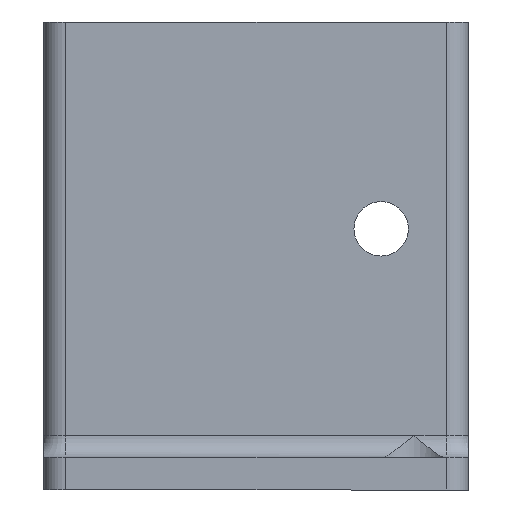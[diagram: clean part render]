
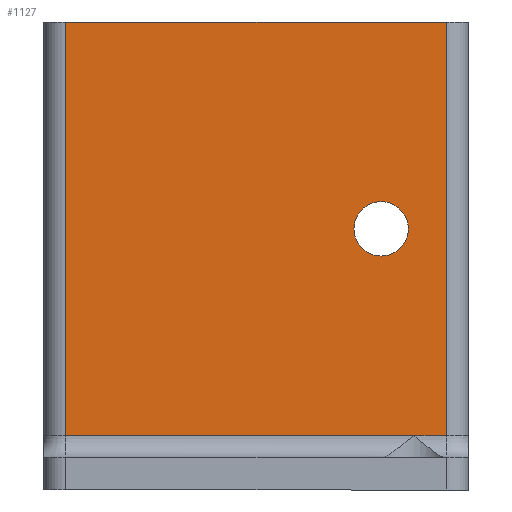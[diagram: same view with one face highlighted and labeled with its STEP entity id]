
A CAD part, left-side view. The second image highlights one B-rep face of the part: STEP entity #1127.
In plain terms, the highlighted planar face has unit normal (-1, 0, 0).
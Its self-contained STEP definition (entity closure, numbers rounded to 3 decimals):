
#33=FACE_BOUND('',#141,.T.);
#43=PLANE('',#1213);
#77=FACE_OUTER_BOUND('',#140,.T.);
#140=EDGE_LOOP('',(#773,#774,#775,#776,#777));
#141=EDGE_LOOP('',(#778));
#215=LINE('',#1699,#318);
#216=LINE('',#1701,#319);
#217=LINE('',#1703,#320);
#218=LINE('',#1705,#321);
#219=LINE('',#1706,#322);
#318=VECTOR('',#1357,10.);
#319=VECTOR('',#1358,10.);
#320=VECTOR('',#1359,10.);
#321=VECTOR('',#1360,10.);
#322=VECTOR('',#1361,10.);
#421=CIRCLE('',#1214,2.5);
#483=VERTEX_POINT('',#1697);
#484=VERTEX_POINT('',#1698);
#485=VERTEX_POINT('',#1700);
#486=VERTEX_POINT('',#1702);
#487=VERTEX_POINT('',#1704);
#488=VERTEX_POINT('',#1707);
#598=EDGE_CURVE('',#483,#484,#215,.T.);
#599=EDGE_CURVE('',#485,#483,#216,.T.);
#600=EDGE_CURVE('',#486,#485,#217,.T.);
#601=EDGE_CURVE('',#487,#486,#218,.T.);
#602=EDGE_CURVE('',#484,#487,#219,.T.);
#603=EDGE_CURVE('',#488,#488,#421,.T.);
#773=ORIENTED_EDGE('',*,*,#598,.F.);
#774=ORIENTED_EDGE('',*,*,#599,.F.);
#775=ORIENTED_EDGE('',*,*,#600,.F.);
#776=ORIENTED_EDGE('',*,*,#601,.F.);
#777=ORIENTED_EDGE('',*,*,#602,.F.);
#778=ORIENTED_EDGE('',*,*,#603,.T.);
#1127=ADVANCED_FACE('',(#77,#33),#43,.T.);
#1213=AXIS2_PLACEMENT_3D('',#1696,#1355,#1356);
#1214=AXIS2_PLACEMENT_3D('',#1708,#1362,#1363);
#1355=DIRECTION('center_axis',(-1.,0.,0.));
#1356=DIRECTION('ref_axis',(0.,-1.,0.));
#1357=DIRECTION('',(0.,1.,0.));
#1358=DIRECTION('',(0.,0.,-1.));
#1359=DIRECTION('',(0.,-1.,0.));
#1360=DIRECTION('',(0.,0.,1.));
#1361=DIRECTION('',(0.,1.,0.));
#1362=DIRECTION('center_axis',(1.,0.,0.));
#1363=DIRECTION('ref_axis',(0.,1.,0.));
#1696=CARTESIAN_POINT('Origin',(-8.007,39.,3.983));
#1697=CARTESIAN_POINT('',(-8.007,2.,5.983));
#1698=CARTESIAN_POINT('',(-8.007,5.,5.983));
#1699=CARTESIAN_POINT('',(-8.007,29.25,5.983));
#1700=CARTESIAN_POINT('',(-8.007,2.,43.983));
#1701=CARTESIAN_POINT('',(-8.007,2.,2.483));
#1702=CARTESIAN_POINT('',(-8.007,37.,43.983));
#1703=CARTESIAN_POINT('',(-8.007,39.,43.983));
#1704=CARTESIAN_POINT('',(-8.007,37.,5.983));
#1705=CARTESIAN_POINT('',(-8.007,37.,2.483));
#1706=CARTESIAN_POINT('',(-8.007,29.25,5.983));
#1707=CARTESIAN_POINT('',(-8.007,5.5,24.983));
#1708=CARTESIAN_POINT('Origin',(-8.007,8.,24.983));
